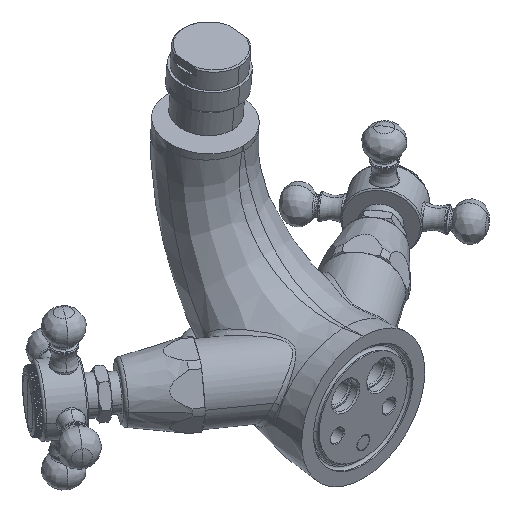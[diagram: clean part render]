
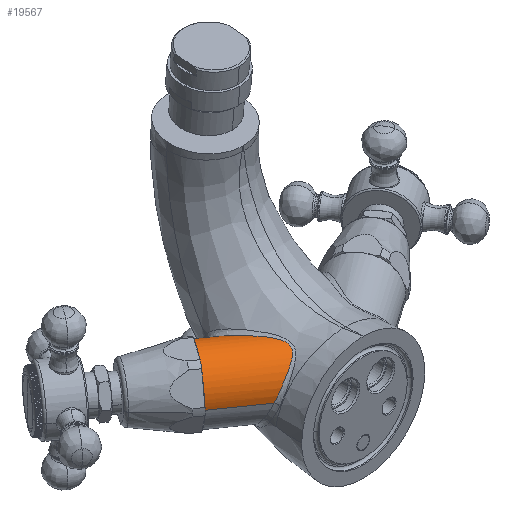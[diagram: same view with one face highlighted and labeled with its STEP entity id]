
A CAD part, isometric view. The second image highlights one B-rep face of the part: STEP entity #19567.
In plain terms, the highlighted cylindrical face has radius 13.75 mm (diameter 27.5 mm), a partial arc.
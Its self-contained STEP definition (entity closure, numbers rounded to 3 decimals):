
#2227=CARTESIAN_POINT('',(-35.,36.,8.));
#2228=DIRECTION('',(0.819,-0.574,0.));
#2229=DIRECTION('',(0.574,0.819,0.));
#2230=AXIS2_PLACEMENT_3D('',#2227,#2228,#2229);
#2232=DIRECTION('',(-0.819,0.574,0.));
#2233=VECTOR('',#2232,3.302);
#2234=CARTESIAN_POINT('',(-24.408,45.369,8.));
#2235=LINE('',#2234,#2233);
#2236=CARTESIAN_POINT('',(-25.111,43.939,14.39));
#2237=CARTESIAN_POINT('',(-25.119,44.087,14.167));
#2238=CARTESIAN_POINT('',(-25.125,44.365,13.71));
#2239=CARTESIAN_POINT('',(-25.103,44.719,12.995));
#2240=CARTESIAN_POINT('',(-25.052,45.009,12.248));
#2241=CARTESIAN_POINT('',(-24.974,45.232,11.47));
#2242=CARTESIAN_POINT('',(-24.869,45.385,10.66));
#2243=CARTESIAN_POINT('',(-24.739,45.466,9.814));
#2244=CARTESIAN_POINT('',(-24.586,45.468,8.931));
#2245=CARTESIAN_POINT('',(-24.47,45.412,8.314));
#2246=CARTESIAN_POINT('',(-24.408,45.369,8.));
#2248=CARTESIAN_POINT('',(-25.51,12.569,8.));
#2249=CARTESIAN_POINT('',(-25.355,12.461,8.414));
#2250=CARTESIAN_POINT('',(-25.018,12.27,9.243));
#2251=CARTESIAN_POINT('',(-24.427,12.063,10.481));
#2252=CARTESIAN_POINT('',(-23.751,11.935,11.705));
#2253=CARTESIAN_POINT('',(-22.992,11.886,12.907));
#2254=CARTESIAN_POINT('',(-22.154,11.919,14.073));
#2255=CARTESIAN_POINT('',(-21.248,12.035,15.191));
#2256=CARTESIAN_POINT('',(-20.288,12.235,16.244));
#2257=CARTESIAN_POINT('',(-19.301,12.518,17.215));
#2258=CARTESIAN_POINT('',(-18.329,12.878,18.077));
#2259=CARTESIAN_POINT('',(-17.462,13.277,18.781));
#2260=CARTESIAN_POINT('',(-16.715,13.698,19.349));
#2261=CARTESIAN_POINT('',(-16.077,14.136,19.811));
#2262=CARTESIAN_POINT('',(-15.546,14.581,20.184));
#2263=CARTESIAN_POINT('',(-15.115,15.027,20.484));
#2264=CARTESIAN_POINT('',(-14.772,15.468,20.727));
#2265=CARTESIAN_POINT('',(-14.498,15.913,20.927));
#2266=CARTESIAN_POINT('',(-14.285,16.365,21.095));
#2267=CARTESIAN_POINT('',(-14.124,16.834,21.238));
#2268=CARTESIAN_POINT('',(-14.011,17.332,21.363));
#2269=CARTESIAN_POINT('',(-13.949,17.873,21.47));
#2270=CARTESIAN_POINT('',(-13.942,18.473,21.563));
#2271=CARTESIAN_POINT('',(-14.001,19.152,21.641));
#2272=CARTESIAN_POINT('',(-14.141,19.918,21.701));
#2273=CARTESIAN_POINT('',(-14.37,20.771,21.739));
#2274=CARTESIAN_POINT('',(-14.696,21.712,21.754));
#2275=CARTESIAN_POINT('',(-15.121,22.746,21.744));
#2276=CARTESIAN_POINT('',(-15.65,23.878,21.705));
#2277=CARTESIAN_POINT('',(-16.282,25.114,21.635));
#2278=CARTESIAN_POINT('',(-17.018,26.465,21.526));
#2279=CARTESIAN_POINT('',(-17.858,27.945,21.372));
#2280=CARTESIAN_POINT('',(-18.802,29.575,21.156));
#2281=CARTESIAN_POINT('',(-19.854,31.395,20.855));
#2282=CARTESIAN_POINT('',(-21.011,33.449,20.421));
#2283=CARTESIAN_POINT('',(-22.01,35.323,19.911));
#2284=CARTESIAN_POINT('',(-22.803,36.92,19.372));
#2285=CARTESIAN_POINT('',(-23.445,38.329,18.794));
#2286=CARTESIAN_POINT('',(-23.941,39.535,18.196));
#2287=CARTESIAN_POINT('',(-24.32,40.57,17.587));
#2288=CARTESIAN_POINT('',(-24.606,41.458,16.969));
#2289=CARTESIAN_POINT('',(-24.817,42.227,16.339));
#2290=CARTESIAN_POINT('',(-24.966,42.89,15.701));
#2291=CARTESIAN_POINT('',(-25.063,43.459,15.055));
#2292=CARTESIAN_POINT('',(-25.099,43.788,14.613));
#2293=CARTESIAN_POINT('',(-25.111,43.939,14.39));
#2295=DIRECTION('',(-0.819,0.574,0.));
#2296=VECTOR('',#2295,21.213);
#2297=CARTESIAN_POINT('',(-25.51,12.569,8.));
#2298=LINE('',#2297,#2296);
#2299=CARTESIAN_POINT('',(-35.,36.,8.));
#2300=DIRECTION('',(0.819,-0.574,0.));
#2301=DIRECTION('',(-0.555,-0.793,0.25));
#2302=AXIS2_PLACEMENT_3D('',#2299,#2300,#2301);
#2304=CARTESIAN_POINT('',(-35.,36.,8.));
#2305=DIRECTION('',(0.819,-0.574,0.));
#2306=DIRECTION('',(-0.153,-0.219,0.964));
#2307=AXIS2_PLACEMENT_3D('',#2304,#2305,#2306);
#2309=CARTESIAN_POINT('',(-35.,36.,8.));
#2310=DIRECTION('',(0.819,-0.574,0.));
#2311=DIRECTION('',(0.402,0.574,0.713));
#2312=AXIS2_PLACEMENT_3D('',#2309,#2310,#2311);
#2326=CARTESIAN_POINT('',(-35.,36.,8.));
#2327=DIRECTION('',(-0.819,0.574,0.));
#2328=DIRECTION('',(0.402,0.574,0.713));
#2329=AXIS2_PLACEMENT_3D('',#2326,#2327,#2328);
#2343=CARTESIAN_POINT('',(-35.,36.,8.));
#2344=DIRECTION('',(-0.819,0.574,0.));
#2345=DIRECTION('',(-0.153,-0.219,0.964));
#2346=AXIS2_PLACEMENT_3D('',#2343,#2344,#2345);
#2360=CARTESIAN_POINT('',(-35.,36.,8.));
#2361=DIRECTION('',(-0.819,0.574,0.));
#2362=DIRECTION('',(-0.555,-0.793,0.25));
#2363=AXIS2_PLACEMENT_3D('',#2360,#2361,#2362);
#15327=VERTEX_POINT('',#2236);
#15328=VERTEX_POINT('',#2246);
#15334=VERTEX_POINT('',#2248);
#15494=CARTESIAN_POINT('',(-42.887,24.737,8.));
#15496=VERTEX_POINT('',#15494);
#15507=CARTESIAN_POINT('',(-27.113,47.263,8.));
#15509=VERTEX_POINT('',#15507);
#15510=CARTESIAN_POINT('',(-42.635,25.095,
11.443));
#15511=CARTESIAN_POINT('',(-40.528,28.105,
17.807));
#15512=VERTEX_POINT('',#15510);
#15513=VERTEX_POINT('',#15511);
#15514=CARTESIAN_POINT('',(-27.365,46.905,
11.443));
#15515=CARTESIAN_POINT('',(-29.472,43.895,
17.807));
#15516=VERTEX_POINT('',#15514);
#15517=VERTEX_POINT('',#15515);
#15518=CARTESIAN_POINT('',(-32.893,39.01,21.25));
#15519=CARTESIAN_POINT('',(-37.107,32.99,21.25));
#15520=VERTEX_POINT('',#15518);
#15521=VERTEX_POINT('',#15519);
#19541=CARTESIAN_POINT('',(7.915,5.95,8.));
#19542=DIRECTION('',(0.819,-0.574,0.));
#19543=DIRECTION('',(-0.574,-0.819,0.));
#19544=AXIS2_PLACEMENT_3D('',#19541,#19542,#19543);
#19545=CYLINDRICAL_SURFACE('',#19544,13.75);
#19547=ORIENTED_EDGE('',*,*,#19546,.F.);
#19548=ORIENTED_EDGE('',*,*,#19517,.F.);
#19550=ORIENTED_EDGE('',*,*,#19549,.F.);
#19552=ORIENTED_EDGE('',*,*,#19551,.F.);
#19553=ORIENTED_EDGE('',*,*,#19511,.T.);
#19554=ORIENTED_EDGE('',*,*,#19493,.F.);
#19556=ORIENTED_EDGE('',*,*,#19555,.T.);
#19558=ORIENTED_EDGE('',*,*,#19557,.F.);
#19560=ORIENTED_EDGE('',*,*,#19559,.T.);
#19562=ORIENTED_EDGE('',*,*,#19561,.F.);
#19564=ORIENTED_EDGE('',*,*,#19563,.T.);
#19565=EDGE_LOOP('',(#19547,#19548,#19550,#19552,#19553,#19554,#19556,#19558,
#19560,#19562,#19564));
#19566=FACE_OUTER_BOUND('',#19565,.F.);
#19567=ADVANCED_FACE('',(#19566),#19545,.T.);
#2231=CIRCLE('',#2230,13.75);
#2247=B_SPLINE_CURVE_WITH_KNOTS('',3,(#2236,#2237,#2238,#2239,#2240,#2241,#2242,
#2243,#2244,#2245,#2246),.UNSPECIFIED.,.F.,.F.,(4,1,1,1,1,1,1,1,4),(0.,
0.125,0.25,0.375,0.5,0.625,0.75,0.875,1.),.UNSPECIFIED.);
#2294=B_SPLINE_CURVE_WITH_KNOTS('',3,(#2248,#2249,#2250,#2251,#2252,#2253,#2254,
#2255,#2256,#2257,#2258,#2259,#2260,#2261,#2262,#2263,#2264,#2265,#2266,#2267,
#2268,#2269,#2270,#2271,#2272,#2273,#2274,#2275,#2276,#2277,#2278,#2279,#2280,
#2281,#2282,#2283,#2284,#2285,#2286,#2287,#2288,#2289,#2290,#2291,#2292,#2293),
.UNSPECIFIED.,.F.,.F.,(4,1,1,1,1,1,1,1,1,1,1,1,1,1,1,1,1,1,1,1,1,1,1,1,1,1,1,1,
1,1,1,1,1,1,1,1,1,1,1,1,1,1,1,4),(0.,0.023,0.047,
0.07,0.093,0.116,0.14,
0.163,0.186,0.209,0.233,
0.256,0.279,0.302,0.326,
0.349,0.372,0.395,0.419,
0.442,0.465,0.488,0.512,
0.535,0.558,0.581,0.605,
0.628,0.651,0.674,0.698,
0.721,0.744,0.767,0.791,
0.814,0.837,0.86,0.884,
0.907,0.93,0.953,0.977,1.),
.UNSPECIFIED.);
#2303=CIRCLE('',#2302,13.75);
#2308=CIRCLE('',#2307,13.75);
#2313=CIRCLE('',#2312,13.75);
#2330=CIRCLE('',#2329,13.75);
#2347=CIRCLE('',#2346,13.75);
#2364=CIRCLE('',#2363,13.75);
#19493=EDGE_CURVE('',#15512,#15496,#2303,.T.);
#19511=EDGE_CURVE('',#15334,#15496,#2298,.T.);
#19517=EDGE_CURVE('',#15328,#15509,#2235,.T.);
#19546=EDGE_CURVE('',#15509,#15516,#2231,.T.);
#19549=EDGE_CURVE('',#15327,#15328,#2247,.T.);
#19551=EDGE_CURVE('',#15334,#15327,#2294,.T.);
#19555=EDGE_CURVE('',#15512,#15513,#2364,.T.);
#19557=EDGE_CURVE('',#15521,#15513,#2308,.T.);
#19559=EDGE_CURVE('',#15521,#15520,#2347,.T.);
#19561=EDGE_CURVE('',#15517,#15520,#2313,.T.);
#19563=EDGE_CURVE('',#15517,#15516,#2330,.T.);
